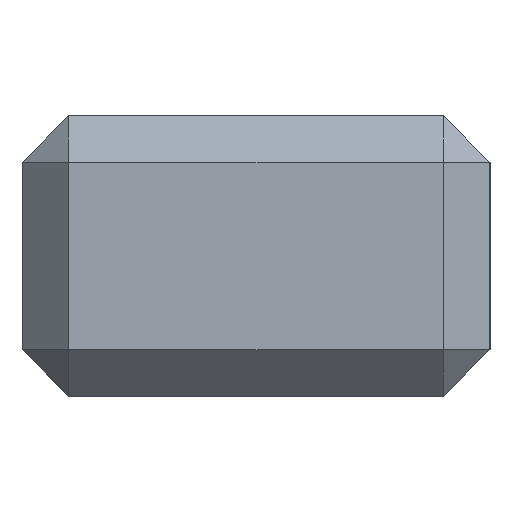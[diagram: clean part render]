
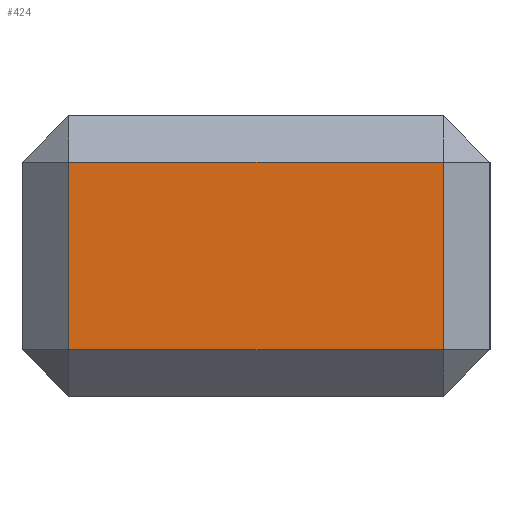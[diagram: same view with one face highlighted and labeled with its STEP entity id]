
A CAD part, left-side view. The second image highlights one B-rep face of the part: STEP entity #424.
In plain terms, the highlighted planar face has unit normal (-1, 0, 0).
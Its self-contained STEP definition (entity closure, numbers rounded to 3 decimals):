
#182 = VERTEX_POINT('',#183);
#183 = CARTESIAN_POINT('',(-86.,-4.,5.));
#189 = EDGE_CURVE('',#182,#190,#192,.T.);
#190 = VERTEX_POINT('',#191);
#191 = CARTESIAN_POINT('',(-86.,4.,5.));
#192 = LINE('',#193,#194);
#193 = CARTESIAN_POINT('',(-86.,-5.,5.));
#194 = VECTOR('',#195,1.);
#195 = DIRECTION('',(0.,1.,0.));
#424 = ADVANCED_FACE('',(#425),#450,.T.);
#425 = FACE_BOUND('',#426,.T.);
#426 = EDGE_LOOP('',(#427,#435,#443,#449));
#427 = ORIENTED_EDGE('',*,*,#428,.F.);
#428 = EDGE_CURVE('',#429,#190,#431,.T.);
#429 = VERTEX_POINT('',#430);
#430 = CARTESIAN_POINT('',(-86.,4.,1.));
#431 = LINE('',#432,#433);
#432 = CARTESIAN_POINT('',(-86.,4.,0.));
#433 = VECTOR('',#434,1.);
#434 = DIRECTION('',(0.,0.,1.));
#435 = ORIENTED_EDGE('',*,*,#436,.F.);
#436 = EDGE_CURVE('',#437,#429,#439,.T.);
#437 = VERTEX_POINT('',#438);
#438 = CARTESIAN_POINT('',(-86.,-4.,1.));
#439 = LINE('',#440,#441);
#440 = CARTESIAN_POINT('',(-86.,-5.,1.));
#441 = VECTOR('',#442,1.);
#442 = DIRECTION('',(0.,1.,0.));
#443 = ORIENTED_EDGE('',*,*,#444,.T.);
#444 = EDGE_CURVE('',#437,#182,#445,.T.);
#445 = LINE('',#446,#447);
#446 = CARTESIAN_POINT('',(-86.,-4.,0.));
#447 = VECTOR('',#448,1.);
#448 = DIRECTION('',(0.,0.,1.));
#449 = ORIENTED_EDGE('',*,*,#189,.T.);
#450 = PLANE('',#451);
#451 = AXIS2_PLACEMENT_3D('',#452,#453,#454);
#452 = CARTESIAN_POINT('',(-86.,-5.,0.));
#453 = DIRECTION('',(-1.,0.,0.));
#454 = DIRECTION('',(0.,1.,0.));
